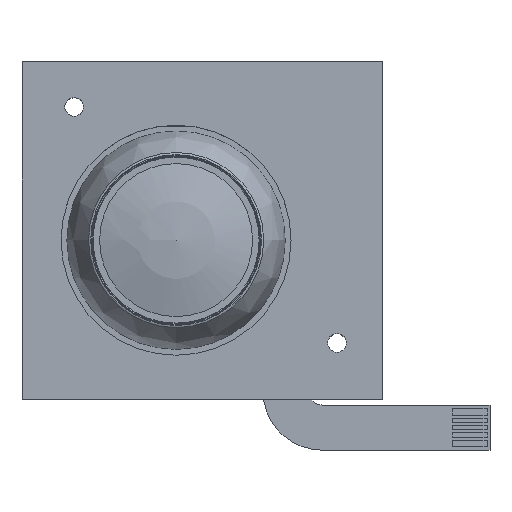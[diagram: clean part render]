
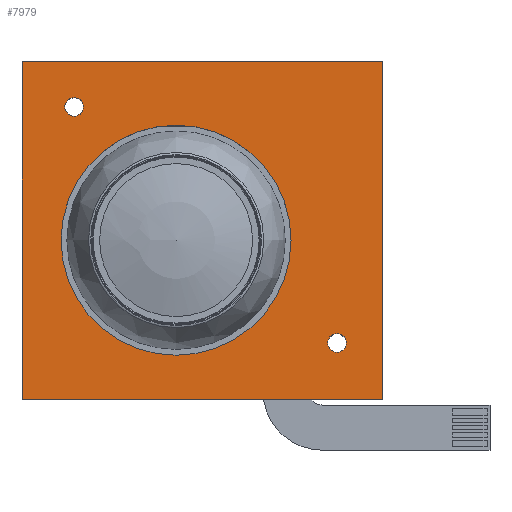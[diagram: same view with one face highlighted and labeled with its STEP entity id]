
A CAD part, top view. The second image highlights one B-rep face of the part: STEP entity #7979.
In plain terms, the highlighted planar face has unit normal (0, 0, 1).
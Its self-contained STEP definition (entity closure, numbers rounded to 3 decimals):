
#203=FACE_BOUND('',#3188,.T.);
#204=FACE_BOUND('',#3189,.T.);
#205=FACE_BOUND('',#3190,.T.);
#482=PLANE('',#8798);
#1253=LINE('',#13418,#2049);
#1256=LINE('',#13423,#2052);
#1258=LINE('',#13427,#2054);
#1259=LINE('',#13429,#2055);
#2049=VECTOR('',#11071,10.);
#2052=VECTOR('',#11076,10.);
#2054=VECTOR('',#11080,10.);
#2055=VECTOR('',#11083,10.);
#2663=FACE_OUTER_BOUND('',#3187,.T.);
#3187=EDGE_LOOP('',(#7513,#7514,#7515,#7516));
#3188=EDGE_LOOP('',(#7517));
#3189=EDGE_LOOP('',(#7518));
#3190=EDGE_LOOP('',(#7519));
#3469=CIRCLE('',#8770,0.636);
#3476=CIRCLE('',#8784,0.636);
#3478=CIRCLE('',#8797,7.894);
#4150=VERTEX_POINT('',#13370);
#4169=VERTEX_POINT('',#13415);
#4170=VERTEX_POINT('',#13417);
#4171=VERTEX_POINT('',#13421);
#4172=VERTEX_POINT('',#13425);
#4173=VERTEX_POINT('',#13431);
#4183=VERTEX_POINT('',#13472);
#5243=EDGE_CURVE('',#4150,#4150,#3469,.T.);
#5267=EDGE_CURVE('',#4170,#4169,#1253,.T.);
#5270=EDGE_CURVE('',#4169,#4171,#1256,.T.);
#5272=EDGE_CURVE('',#4171,#4172,#1258,.T.);
#5273=EDGE_CURVE('',#4172,#4170,#1259,.T.);
#5274=EDGE_CURVE('',#4173,#4173,#3476,.T.);
#5294=EDGE_CURVE('',#4183,#4183,#3478,.T.);
#7513=ORIENTED_EDGE('',*,*,#5270,.T.);
#7514=ORIENTED_EDGE('',*,*,#5272,.T.);
#7515=ORIENTED_EDGE('',*,*,#5273,.T.);
#7516=ORIENTED_EDGE('',*,*,#5267,.T.);
#7517=ORIENTED_EDGE('',*,*,#5243,.T.);
#7518=ORIENTED_EDGE('',*,*,#5274,.T.);
#7519=ORIENTED_EDGE('',*,*,#5294,.T.);
#7979=ADVANCED_FACE('',(#2663,#203,#204,#205),#482,.T.);
#8770=AXIS2_PLACEMENT_3D('',#13371,#11034,#11035);
#8784=AXIS2_PLACEMENT_3D('',#13432,#11086,#11087);
#8797=AXIS2_PLACEMENT_3D('',#13473,#11130,#11131);
#8798=AXIS2_PLACEMENT_3D('',#13475,#11133,#11134);
#11034=DIRECTION('center_axis',(0.,0.,-1.));
#11035=DIRECTION('ref_axis',(1.,0.,0.));
#11071=DIRECTION('',(0.,1.,0.));
#11076=DIRECTION('',(-1.,0.,0.));
#11080=DIRECTION('',(0.,-1.,0.));
#11083=DIRECTION('',(1.,0.,0.));
#11086=DIRECTION('center_axis',(0.,0.,-1.));
#11087=DIRECTION('ref_axis',(1.,0.,0.));
#11130=DIRECTION('center_axis',(0.,0.,-1.));
#11131=DIRECTION('ref_axis',(-1.,0.,0.));
#11133=DIRECTION('center_axis',(0.,0.,1.));
#11134=DIRECTION('ref_axis',(-1.,0.,0.));
#13370=CARTESIAN_POINT('',(-7.636,9.15,3.8));
#13371=CARTESIAN_POINT('Origin',(-7.,9.15,3.8));
#13415=CARTESIAN_POINT('',(14.15,12.25,3.8));
#13417=CARTESIAN_POINT('',(14.15,-10.927,3.8));
#13418=CARTESIAN_POINT('',(14.15,-10.927,3.8));
#13421=CARTESIAN_POINT('',(-10.577,12.25,3.8));
#13423=CARTESIAN_POINT('',(14.15,12.25,3.8));
#13425=CARTESIAN_POINT('',(-10.577,-10.927,3.8));
#13427=CARTESIAN_POINT('',(-10.577,12.25,3.8));
#13429=CARTESIAN_POINT('',(-10.577,-10.927,3.8));
#13431=CARTESIAN_POINT('',(10.415,-7.05,3.8));
#13432=CARTESIAN_POINT('Origin',(11.05,-7.05,3.8));
#13472=CARTESIAN_POINT('',(7.894,0.,3.8));
#13473=CARTESIAN_POINT('Origin',(0.,0.,
3.8));
#13475=CARTESIAN_POINT('Origin',(1.986,0.861,3.8));
